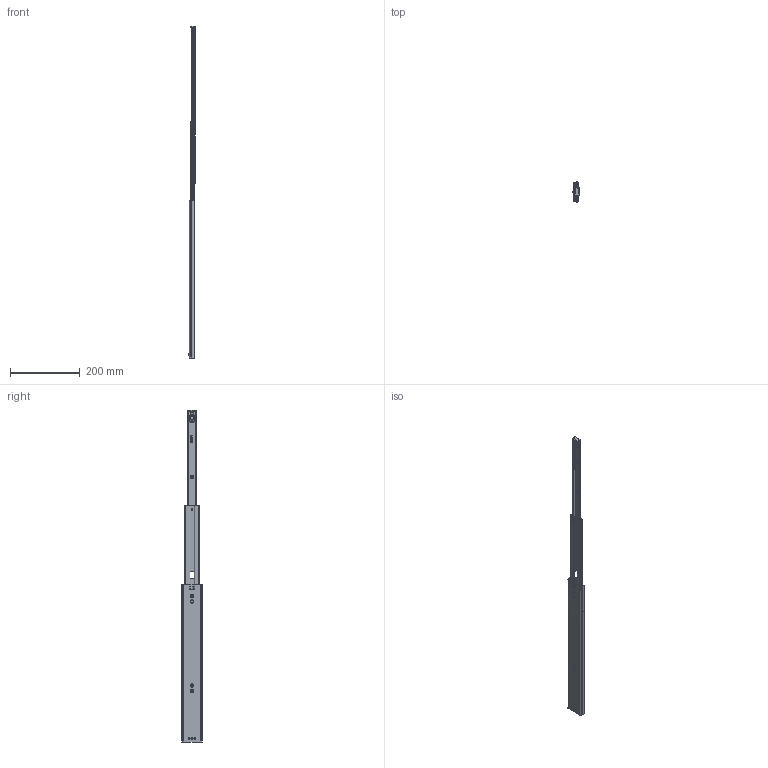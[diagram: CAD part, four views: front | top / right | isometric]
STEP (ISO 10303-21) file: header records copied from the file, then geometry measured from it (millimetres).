
FILE_DESCRIPTION(/* description */ ('Überauszug Serie 038 450x500'),/* implementation_level */ '2;1');
FILE_NAME(/* name */ '07000069004.stp',/* time_stamp */ '2020-06-18T16:07:28+02:00',/* author */ ('Dennis Bruder'),/* organization */ (''),/* preprocessor_version */ 'ST-DEVELOPER v18',/* originating_system */ 'Autodesk Inventor 2020',/* authorisation */ '');
FILE_SCHEMA (('AUTOMOTIVE_DESIGN { 1 0 10303 214 3 1 1 }'));
Products named in the file (1): 07000069004
Bounding box: 18.3 x 57.38 x 950 mm (x, y, z)
Volume: 175642.4 mm3; surface area: 226963.7 mm2
Topology: 59 solids, 59 shells, 2915 faces, 8739 edges, 5811 vertices
Faces by surface type: plane 1328, cylinder 773, cone 389, torus 188, bspline 187, sphere 50
Full cylindrical faces by diameter (mm): 3.5 x2, 4.5 x6, 4.6 x7, 5.9 x2, 6 x2, 8 x4, 8.2 x1
Entity records: 124658 total; most frequent: CARTESIAN_POINT 46343, ORIENTED_EDGE 17274, DIRECTION 14212, EDGE_CURVE 8637, VERTEX_POINT 5811, AXIS2_PLACEMENT_3D 4973, LINE 4266, VECTOR 4266
